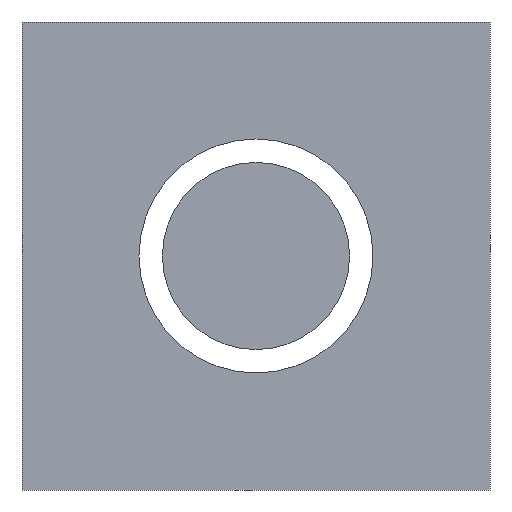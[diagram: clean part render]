
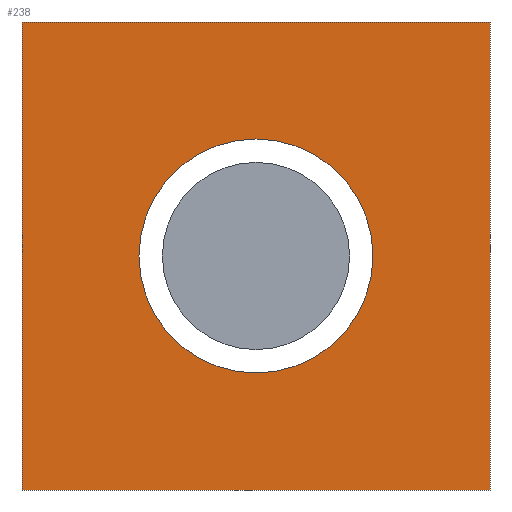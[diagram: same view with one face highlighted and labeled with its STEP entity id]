
A CAD part, front view. The second image highlights one B-rep face of the part: STEP entity #238.
In plain terms, the highlighted planar face has unit normal (0, -1, 0).
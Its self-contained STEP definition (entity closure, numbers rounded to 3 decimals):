
#98=FACE_BOUND('',#117,.T.);
#100=CIRCLE('',#294,5.);
#106=FACE_OUTER_BOUND('',#116,.T.);
#116=EDGE_LOOP('',(#190,#191,#192,#193));
#117=EDGE_LOOP('',(#194));
#128=LINE('',#454,#142);
#129=LINE('',#456,#143);
#130=LINE('',#458,#144);
#131=LINE('',#459,#145);
#142=VECTOR('',#345,10.);
#143=VECTOR('',#346,10.);
#144=VECTOR('',#347,10.);
#145=VECTOR('',#348,10.);
#156=VERTEX_POINT('',#452);
#157=VERTEX_POINT('',#453);
#158=VERTEX_POINT('',#455);
#159=VERTEX_POINT('',#457);
#160=VERTEX_POINT('',#460);
#170=EDGE_CURVE('',#156,#157,#128,.T.);
#171=EDGE_CURVE('',#157,#158,#129,.T.);
#172=EDGE_CURVE('',#158,#159,#130,.T.);
#173=EDGE_CURVE('',#159,#156,#131,.T.);
#174=EDGE_CURVE('',#160,#160,#100,.T.);
#190=ORIENTED_EDGE('',*,*,#170,.T.);
#191=ORIENTED_EDGE('',*,*,#171,.T.);
#192=ORIENTED_EDGE('',*,*,#172,.T.);
#193=ORIENTED_EDGE('',*,*,#173,.T.);
#194=ORIENTED_EDGE('',*,*,#174,.T.);
#230=PLANE('',#293);
#238=ADVANCED_FACE('',(#106,#98),#230,.F.);
#293=AXIS2_PLACEMENT_3D('',#451,#343,#344);
#294=AXIS2_PLACEMENT_3D('',#461,#349,#350);
#343=DIRECTION('center_axis',(0.,1.,0.));
#344=DIRECTION('ref_axis',(0.,0.,1.));
#345=DIRECTION('',(0.,0.,1.));
#346=DIRECTION('',(-1.,0.,0.));
#347=DIRECTION('',(0.,0.,-1.));
#348=DIRECTION('',(1.,0.,0.));
#349=DIRECTION('center_axis',(0.,1.,0.));
#350=DIRECTION('ref_axis',(1.,0.,0.));
#451=CARTESIAN_POINT('Origin',(0.,-5.,0.));
#452=CARTESIAN_POINT('',(10.,-5.,-10.));
#453=CARTESIAN_POINT('',(10.,-5.,10.));
#454=CARTESIAN_POINT('',(10.,-5.,10.));
#455=CARTESIAN_POINT('',(-10.,-5.,10.));
#456=CARTESIAN_POINT('',(-10.,-5.,10.));
#457=CARTESIAN_POINT('',(-10.,-5.,-10.));
#458=CARTESIAN_POINT('',(-10.,-5.,-10.));
#459=CARTESIAN_POINT('',(10.,-5.,-10.));
#460=CARTESIAN_POINT('',(-5.,-5.,0.));
#461=CARTESIAN_POINT('Origin',(0.,-5.,0.));
